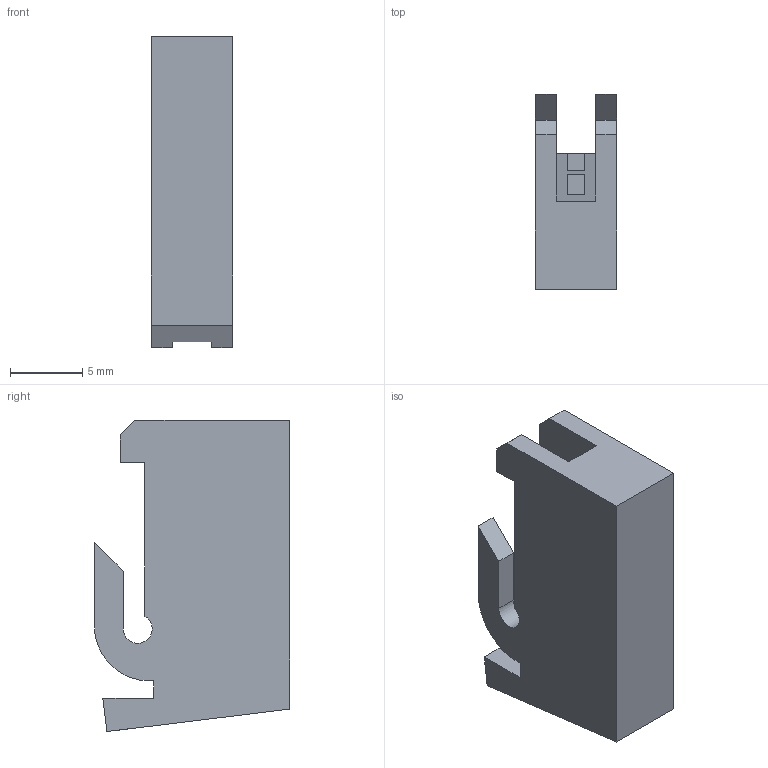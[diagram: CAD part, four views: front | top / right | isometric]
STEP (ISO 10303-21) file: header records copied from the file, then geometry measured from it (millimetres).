
FILE_DESCRIPTION( ( '' ), '1' );
FILE_NAME( 'dilm32_xvb.stp', '2010-03-05T08:02:20', ( '' ), ( '' ), ' ', ' ', ' ' );
FILE_SCHEMA( ( 'CONFIG_CONTROL_DESIGN' ) );
Length unit declared in the file: millimetre
Products named in the file (1): 1
Bounding box: 5.6 x 13.5 x 21.5 mm (x, y, z)
Volume: 1006.6 mm3; surface area: 1234.8 mm2
Topology: 1 solids, 1 shells, 47 faces, 132 edges, 88 vertices
Faces by surface type: plane 41, cylinder 6
Entity records: 1542 total; most frequent: CARTESIAN_POINT 268, ORIENTED_EDGE 264, DIRECTION 240, EDGE_CURVE 132, LINE 120, VECTOR 120, VERTEX_POINT 88, AXIS2_PLACEMENT_3D 60
